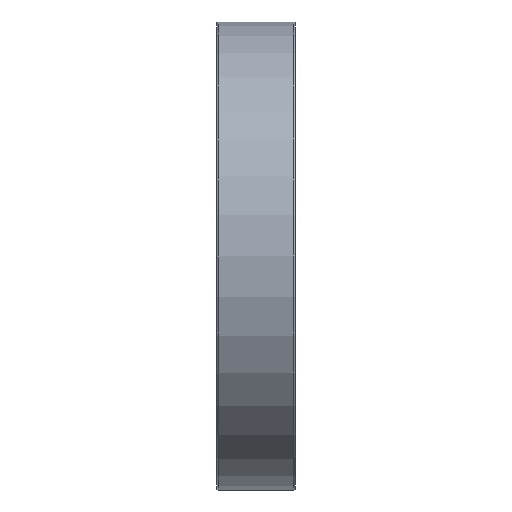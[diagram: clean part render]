
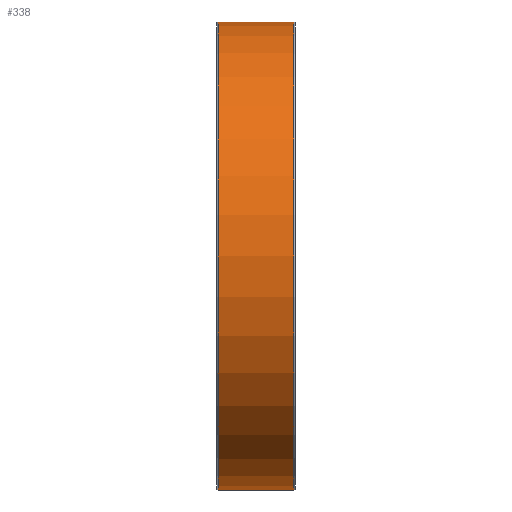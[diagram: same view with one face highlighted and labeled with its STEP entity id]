
A CAD part, left-side view. The second image highlights one B-rep face of the part: STEP entity #338.
In plain terms, the highlighted cylindrical face has radius 75.565 mm (diameter 151.13 mm), a partial arc.
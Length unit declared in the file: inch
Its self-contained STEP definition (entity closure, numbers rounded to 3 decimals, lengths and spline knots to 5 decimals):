
#4 = EDGE_CURVE ( 'NONE', #377, #313, #191, .T. ) ;
#8 = CARTESIAN_POINT ( 'NONE',  ( 0., 0.98, -2.975 ) ) ;
#11 = EDGE_CURVE ( 'NONE', #313, #256, #232, .T. ) ;
#13 = CIRCLE ( 'NONE', #330, 2.975 ) ;
#28 = EDGE_CURVE ( 'NONE', #256, #253, #13, .T. ) ;
#50 = CARTESIAN_POINT ( 'NONE',  ( 0., 0.98, 0. ) ) ;
#66 = CARTESIAN_POINT ( 'NONE',  ( 0., 1., 0. ) ) ;
#72 = CARTESIAN_POINT ( 'NONE',  ( 0., 0.02, 2.975 ) ) ;
#87 = VECTOR ( 'NONE', #345, 39.37008 ) ;
#91 = DIRECTION ( 'NONE',  ( 0., -1., 0. ) ) ;
#107 = EDGE_CURVE ( 'NONE', #377, #253, #360, .T. ) ;
#119 = DIRECTION ( 'NONE',  ( 0., 0., 1. ) ) ;
#140 = DIRECTION ( 'NONE',  ( 0., 0., -1. ) ) ;
#155 = ORIENTED_EDGE ( 'NONE', *, *, #107, .F. ) ;
#162 = DIRECTION ( 'NONE',  ( 0., 0., 1. ) ) ;
#169 = AXIS2_PLACEMENT_3D ( 'NONE', #50, #91, #119 ) ;
#191 = CIRCLE ( 'NONE', #169, 2.975 ) ;
#193 = DIRECTION ( 'NONE',  ( 0., 1., 0. ) ) ;
#210 = CARTESIAN_POINT ( 'NONE',  ( 0., 0.02, -2.975 ) ) ;
#211 = AXIS2_PLACEMENT_3D ( 'NONE', #66, #273, #140 ) ;
#214 = FACE_OUTER_BOUND ( 'NONE', #348, .T. ) ;
#217 = VECTOR ( 'NONE', #397, 39.37008 ) ;
#227 = ORIENTED_EDGE ( 'NONE', *, *, #28, .T. ) ;
#232 = LINE ( 'NONE', #255, #87 ) ;
#253 = VERTEX_POINT ( 'NONE', #72 ) ;
#255 = CARTESIAN_POINT ( 'NONE',  ( 0., 1., -2.975 ) ) ;
#256 = VERTEX_POINT ( 'NONE', #210 ) ;
#271 = CYLINDRICAL_SURFACE ( 'NONE', #211, 2.975 ) ;
#273 = DIRECTION ( 'NONE',  ( 0., -1., 0. ) ) ;
#292 = CARTESIAN_POINT ( 'NONE',  ( 0., 0.02, 0. ) ) ;
#313 = VERTEX_POINT ( 'NONE', #8 ) ;
#330 = AXIS2_PLACEMENT_3D ( 'NONE', #292, #193, #162 ) ;
#338 = ADVANCED_FACE ( 'NONE', ( #214 ), #271, .T. ) ;
#342 = ORIENTED_EDGE ( 'NONE', *, *, #4, .T. ) ;
#345 = DIRECTION ( 'NONE',  ( 0., -1., 0. ) ) ;
#348 = EDGE_LOOP ( 'NONE', ( #155, #342, #414, #227 ) ) ;
#360 = LINE ( 'NONE', #390, #217 ) ;
#377 = VERTEX_POINT ( 'NONE', #406 ) ;
#390 = CARTESIAN_POINT ( 'NONE',  ( 0., 1., 2.975 ) ) ;
#397 = DIRECTION ( 'NONE',  ( 0., -1., 0. ) ) ;
#406 = CARTESIAN_POINT ( 'NONE',  ( 0., 0.98, 2.975 ) ) ;
#414 = ORIENTED_EDGE ( 'NONE', *, *, #11, .T. ) ;
